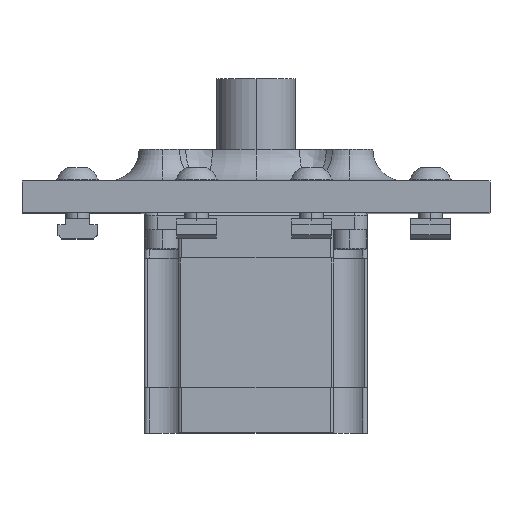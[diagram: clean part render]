
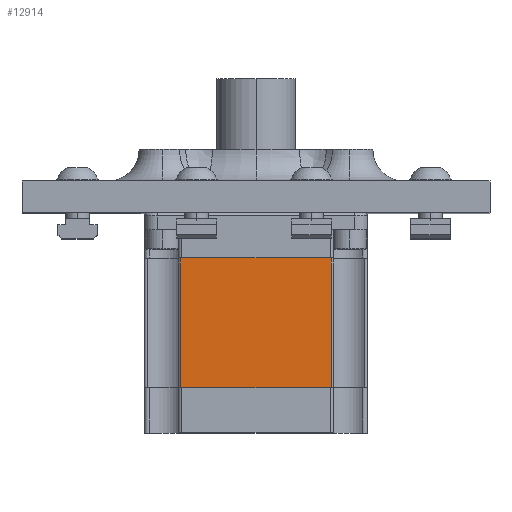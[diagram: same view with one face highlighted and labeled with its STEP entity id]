
A CAD part, top view. The second image highlights one B-rep face of the part: STEP entity #12914.
In plain terms, the highlighted face is planar.
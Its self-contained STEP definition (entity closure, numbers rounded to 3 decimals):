
#755 = ORIENTED_EDGE ( 'NONE', *, *, #18035, .F. ) ;
#1405 = VERTEX_POINT ( 'NONE', #19658 ) ;
#2443 = VECTOR ( 'NONE', #3784, 1000. ) ;
#2459 = CARTESIAN_POINT ( 'NONE',  ( 32.766, -28.067, 18.962 ) ) ;
#2829 = FACE_OUTER_BOUND ( 'NONE', #9317, .T. ) ;
#3784 = DIRECTION ( 'NONE',  ( 0., 0., -1. ) ) ;
#4148 = CARTESIAN_POINT ( 'NONE',  ( 32.766, -28.067, 18.962 ) ) ;
#4422 = DIRECTION ( 'NONE',  ( 0., 0., -1. ) ) ;
#4437 = LINE ( 'NONE', #11517, #2443 ) ;
#4783 = LINE ( 'NONE', #20828, #17570 ) ;
#4901 = DIRECTION ( 'NONE',  ( -1., 0., 0. ) ) ;
#4914 = VERTEX_POINT ( 'NONE', #22470 ) ;
#6112 = VERTEX_POINT ( 'NONE', #18694 ) ;
#6819 = CARTESIAN_POINT ( 'NONE',  ( 32.766, -28.067, 18.962 ) ) ;
#8049 = DIRECTION ( 'NONE',  ( 0., 1., 0. ) ) ;
#9317 = EDGE_LOOP ( 'NONE', ( #16779, #20049, #755, #21570 ) ) ;
#9419 = EDGE_CURVE ( 'NONE', #6112, #1405, #4783, .T. ) ;
#11517 = CARTESIAN_POINT ( 'NONE',  ( 0., -28.067, 18.962 ) ) ;
#12914 = ADVANCED_FACE ( 'NONE', ( #2829 ), #22329, .F. ) ;
#13041 = LINE ( 'NONE', #2459, #15140 ) ;
#14515 = LINE ( 'NONE', #4148, #16908 ) ;
#14827 = EDGE_CURVE ( 'NONE', #15733, #4914, #14515, .T. ) ;
#15140 = VECTOR ( 'NONE', #4422, 1000. ) ;
#15733 = VERTEX_POINT ( 'NONE', #6819 ) ;
#15820 = AXIS2_PLACEMENT_3D ( 'NONE', #18516, #8049, #16780 ) ;
#16779 = ORIENTED_EDGE ( 'NONE', *, *, #20294, .T. ) ;
#16780 = DIRECTION ( 'NONE',  ( 0., 0., 1. ) ) ;
#16908 = VECTOR ( 'NONE', #21580, 1000. ) ;
#17570 = VECTOR ( 'NONE', #4901, 1000. ) ;
#18035 = EDGE_CURVE ( 'NONE', #15733, #6112, #13041, .T. ) ;
#18516 = CARTESIAN_POINT ( 'NONE',  ( 32.766, -28.067, 18.962 ) ) ;
#18694 = CARTESIAN_POINT ( 'NONE',  ( 32.766, -28.067, -18.962 ) ) ;
#19658 = CARTESIAN_POINT ( 'NONE',  ( 0., -28.067, -18.962 ) ) ;
#20049 = ORIENTED_EDGE ( 'NONE', *, *, #9419, .F. ) ;
#20294 = EDGE_CURVE ( 'NONE', #4914, #1405, #4437, .T. ) ;
#20828 = CARTESIAN_POINT ( 'NONE',  ( 32.766, -28.067, -18.962 ) ) ;
#21570 = ORIENTED_EDGE ( 'NONE', *, *, #14827, .T. ) ;
#21580 = DIRECTION ( 'NONE',  ( -1., 0., 0. ) ) ;
#22329 = PLANE ( 'NONE',  #15820 ) ;
#22470 = CARTESIAN_POINT ( 'NONE',  ( 0., -28.067, 18.962 ) ) ;
